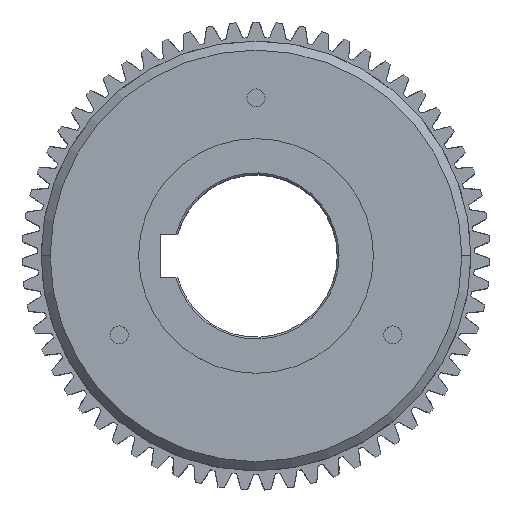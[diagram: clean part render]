
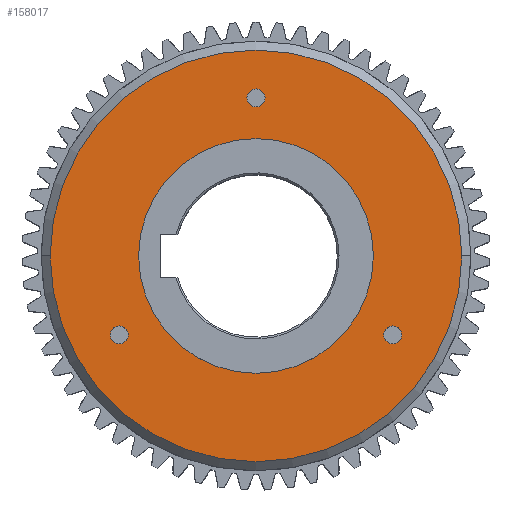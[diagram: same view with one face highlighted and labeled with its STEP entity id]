
A CAD part, top view. The second image highlights one B-rep face of the part: STEP entity #158017.
In plain terms, the highlighted planar face has unit normal (0, 0, 1).
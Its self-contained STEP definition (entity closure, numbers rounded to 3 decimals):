
#117739 = CARTESIAN_POINT ( 'NONE',  ( -114., 0., -2. ) ) ;
#117748 = CARTESIAN_POINT ( 'NONE',  ( 114., 0., -2. ) ) ;
#117749 = DIRECTION ( 'NONE',  ( 1., 0., 0. ) ) ;
#117750 = DIRECTION ( 'NONE',  ( 0., 0., 1. ) ) ;
#117751 = CARTESIAN_POINT ( 'NONE',  ( 0., 0., -2. ) ) ;
#117752 = AXIS2_PLACEMENT_3D ( 'NONE', #117751, #117750, #117749 ) ;
#117753 = CIRCLE ( 'NONE', #117752, 114. ) ;
#118057 = DIRECTION ( 'NONE',  ( 1., 0., 0. ) ) ;
#118076 = DIRECTION ( 'NONE',  ( 0., 0., 1. ) ) ;
#118077 = CARTESIAN_POINT ( 'NONE',  ( 0., 0., -2. ) ) ;
#118078 = AXIS2_PLACEMENT_3D ( 'NONE', #118077, #118076, #118057 ) ;
#118079 = PLANE ( 'NONE',  #118078 ) ;
#118080 = FACE_OUTER_BOUND ( 'NONE', #159658, .T. ) ;
#118081 = FACE_BOUND ( 'NONE', #159647, .T. ) ;
#118082 = FACE_BOUND ( 'NONE', #159777, .T. ) ;
#118083 = FACE_BOUND ( 'NONE', #159763, .T. ) ;
#118084 = FACE_BOUND ( 'NONE', #158020, .T. ) ;
#120847 = DIRECTION ( 'NONE',  ( 1., 0., 0. ) ) ;
#120848 = DIRECTION ( 'NONE',  ( 0., 0., 1. ) ) ;
#120849 = CARTESIAN_POINT ( 'NONE',  ( -75.777, -43.75, -2. ) ) ;
#120850 = AXIS2_PLACEMENT_3D ( 'NONE', #120849, #120848, #120847 ) ;
#120851 = CIRCLE ( 'NONE', #120850, 5. ) ;
#120879 = CIRCLE ( 'NONE', #120942, 114. ) ;
#120886 = DIRECTION ( 'NONE',  ( 1., 0., 0. ) ) ;
#120887 = DIRECTION ( 'NONE',  ( 0., 0., 1. ) ) ;
#120888 = CARTESIAN_POINT ( 'NONE',  ( 0., 0., -2. ) ) ;
#120889 = AXIS2_PLACEMENT_3D ( 'NONE', #120888, #120887, #120886 ) ;
#120890 = CIRCLE ( 'NONE', #120889, 65. ) ;
#120939 = DIRECTION ( 'NONE',  ( 1., 0., 0. ) ) ;
#120940 = DIRECTION ( 'NONE',  ( 0., 0., 1. ) ) ;
#120941 = CARTESIAN_POINT ( 'NONE',  ( 0., 0., -2. ) ) ;
#120942 = AXIS2_PLACEMENT_3D ( 'NONE', #120941, #120940, #120939 ) ;
#120979 = DIRECTION ( 'NONE',  ( 1., 0., 0. ) ) ;
#120980 = DIRECTION ( 'NONE',  ( 0., 0., 1. ) ) ;
#120981 = CARTESIAN_POINT ( 'NONE',  ( 75.777, -43.75, -2. ) ) ;
#120982 = AXIS2_PLACEMENT_3D ( 'NONE', #120981, #120980, #120979 ) ;
#120983 = CIRCLE ( 'NONE', #120982, 5. ) ;
#121019 = DIRECTION ( 'NONE',  ( 1., 0., 0. ) ) ;
#121020 = DIRECTION ( 'NONE',  ( 0., 0., 1. ) ) ;
#121021 = CARTESIAN_POINT ( 'NONE',  ( 0., 87.5, -2. ) ) ;
#121022 = AXIS2_PLACEMENT_3D ( 'NONE', #121021, #121020, #121019 ) ;
#121023 = CIRCLE ( 'NONE', #121022, 5. ) ;
#147328 = CARTESIAN_POINT ( 'NONE',  ( -80.777, -43.75, -2. ) ) ;
#147602 = CARTESIAN_POINT ( 'NONE',  ( 75.777, -43.75, -2. ) ) ;
#147625 = CARTESIAN_POINT ( 'NONE',  ( 70.777, -43.75, -2. ) ) ;
#147692 = CARTESIAN_POINT ( 'NONE',  ( 80.777, -43.75, -2. ) ) ;
#147694 = DIRECTION ( 'NONE',  ( 1., 0., 0. ) ) ;
#147696 = DIRECTION ( 'NONE',  ( 0., 0., 1. ) ) ;
#147698 = AXIS2_PLACEMENT_3D ( 'NONE', #147602, #147696, #147694 ) ;
#147701 = CIRCLE ( 'NONE', #147698, 5. ) ;
#148136 = CARTESIAN_POINT ( 'NONE',  ( -5., 87.5, -2. ) ) ;
#148450 = CARTESIAN_POINT ( 'NONE',  ( -70.777, -43.75, -2. ) ) ;
#148453 = DIRECTION ( 'NONE',  ( 1., 0., 0. ) ) ;
#148455 = DIRECTION ( 'NONE',  ( 0., 0., 1. ) ) ;
#148457 = CARTESIAN_POINT ( 'NONE',  ( -75.777, -43.75, -2. ) ) ;
#148458 = AXIS2_PLACEMENT_3D ( 'NONE', #148457, #148455, #148453 ) ;
#148461 = CIRCLE ( 'NONE', #148458, 5. ) ;
#148606 = CARTESIAN_POINT ( 'NONE',  ( 5., 87.5, -2. ) ) ;
#148609 = DIRECTION ( 'NONE',  ( 1., 0., 0. ) ) ;
#148611 = DIRECTION ( 'NONE',  ( 0., 0., 1. ) ) ;
#148613 = CARTESIAN_POINT ( 'NONE',  ( 0., 87.5, -2. ) ) ;
#148614 = AXIS2_PLACEMENT_3D ( 'NONE', #148613, #148611, #148609 ) ;
#148617 = CIRCLE ( 'NONE', #148614, 5. ) ;
#148672 = CARTESIAN_POINT ( 'NONE',  ( 65., 0., -2. ) ) ;
#148693 = DIRECTION ( 'NONE',  ( 1., 0., 0. ) ) ;
#148695 = DIRECTION ( 'NONE',  ( 0., 0., 1. ) ) ;
#148697 = CARTESIAN_POINT ( 'NONE',  ( 0., 0., -2. ) ) ;
#148698 = AXIS2_PLACEMENT_3D ( 'NONE', #148697, #148695, #148693 ) ;
#148699 = CIRCLE ( 'NONE', #148698, 65. ) ;
#148817 = CARTESIAN_POINT ( 'NONE',  ( -65., 0., -2. ) ) ;
#157773 = EDGE_CURVE ( 'NONE', #157776, #157782, #117753, .T. ) ;
#157776 = VERTEX_POINT ( 'NONE', #117748 ) ;
#157782 = VERTEX_POINT ( 'NONE', #117739 ) ;
#158017 = ADVANCED_FACE ( 'NONE', ( #118084, #118083, #118082, #118081, #118080 ), #118079, .T. ) ;
#158020 = EDGE_LOOP ( 'NONE', ( #159756, #159769 ) ) ;
#159642 = EDGE_CURVE ( 'NONE', #172017, #171486, #120851, .T. ) ;
#159646 = ORIENTED_EDGE ( 'NONE', *, *, #172015, .F. ) ;
#159647 = EDGE_LOOP ( 'NONE', ( #159649, #159654 ) ) ;
#159649 = ORIENTED_EDGE ( 'NONE', *, *, #172109, .F. ) ;
#159654 = ORIENTED_EDGE ( 'NONE', *, *, #159655, .F. ) ;
#159655 = EDGE_CURVE ( 'NONE', #172118, #172113, #120890, .T. ) ;
#159658 = EDGE_LOOP ( 'NONE', ( #159664, #159669 ) ) ;
#159664 = ORIENTED_EDGE ( 'NONE', *, *, #159667, .T. ) ;
#159667 = EDGE_CURVE ( 'NONE', #157782, #157776, #120879, .T. ) ;
#159669 = ORIENTED_EDGE ( 'NONE', *, *, #157773, .T. ) ;
#159738 = ORIENTED_EDGE ( 'NONE', *, *, #159745, .F. ) ;
#159745 = EDGE_CURVE ( 'NONE', #171648, #171625, #120983, .T. ) ;
#159753 = ORIENTED_EDGE ( 'NONE', *, *, #171646, .F. ) ;
#159756 = ORIENTED_EDGE ( 'NONE', *, *, #159766, .F. ) ;
#159763 = EDGE_LOOP ( 'NONE', ( #159738, #159753 ) ) ;
#159766 = EDGE_CURVE ( 'NONE', #172070, #171844, #121023, .T. ) ;
#159769 = ORIENTED_EDGE ( 'NONE', *, *, #172065, .F. ) ;
#159777 = EDGE_LOOP ( 'NONE', ( #159785, #159646 ) ) ;
#159785 = ORIENTED_EDGE ( 'NONE', *, *, #159642, .F. ) ;
#171486 = VERTEX_POINT ( 'NONE', #147328 ) ;
#171625 = VERTEX_POINT ( 'NONE', #147625 ) ;
#171646 = EDGE_CURVE ( 'NONE', #171625, #171648, #147701, .T. ) ;
#171648 = VERTEX_POINT ( 'NONE', #147692 ) ;
#171844 = VERTEX_POINT ( 'NONE', #148136 ) ;
#172015 = EDGE_CURVE ( 'NONE', #171486, #172017, #148461, .T. ) ;
#172017 = VERTEX_POINT ( 'NONE', #148450 ) ;
#172065 = EDGE_CURVE ( 'NONE', #171844, #172070, #148617, .T. ) ;
#172070 = VERTEX_POINT ( 'NONE', #148606 ) ;
#172109 = EDGE_CURVE ( 'NONE', #172113, #172118, #148699, .T. ) ;
#172113 = VERTEX_POINT ( 'NONE', #148672 ) ;
#172118 = VERTEX_POINT ( 'NONE', #148817 ) ;
